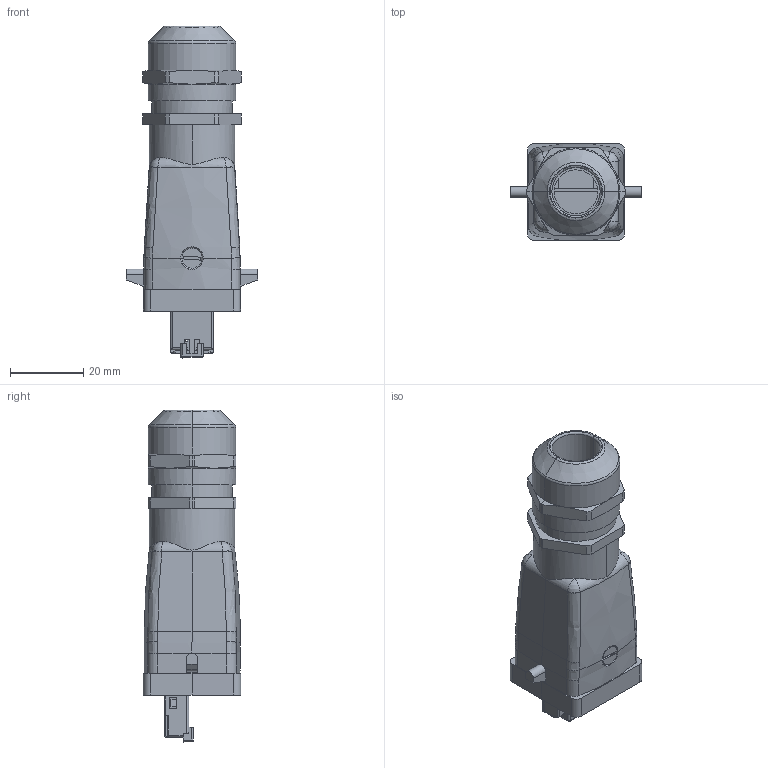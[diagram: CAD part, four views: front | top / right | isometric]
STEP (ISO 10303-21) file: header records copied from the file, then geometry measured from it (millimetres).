
FILE_DESCRIPTION(('CATIA V5 STEP Exchange','CAx-IF Rec.Pracs.--- Model Styling and Organization---1.4--- 2014-01-23'),'2;1');
FILE_NAME ('028551-3_1', '2019-11-20T08:59:22+00:00', ('none'), ('Weidmueller'), 'CATIA Version 5-6 Release 2016 SP3 HF44', 'CATIA V5 STEP AP214', 'none');
FILE_SCHEMA(('AUTOMOTIVE_DESIGN { 1 0 10303 214 1 1 1 1 }'));
Length unit declared in the file: millimetre
Products named in the file (1): 1963200000
Bounding box: 36 x 26.7 x 90.84 mm (x, y, z)
Volume: 27476.1 mm3; surface area: 22515.2 mm2
Topology: 7 solids, 7 shells, 936 faces, 2623 edges, 1686 vertices
Faces by surface type: plane 609, cylinder 177, cone 88, bspline 24, extrusion 18, torus 10, sphere 6, revolution 4
Entity records: 33181 total; most frequent: CARTESIAN_POINT 10509, ORIENTED_EDGE 5226, DIRECTION 3741, EDGE_CURVE 2613, VECTOR 1972, LINE 1954, VERTEX_POINT 1686, AXIS2_PLACEMENT_3D 1031
